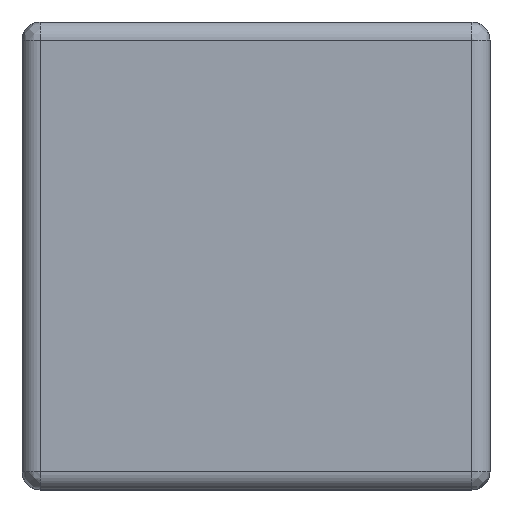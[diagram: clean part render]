
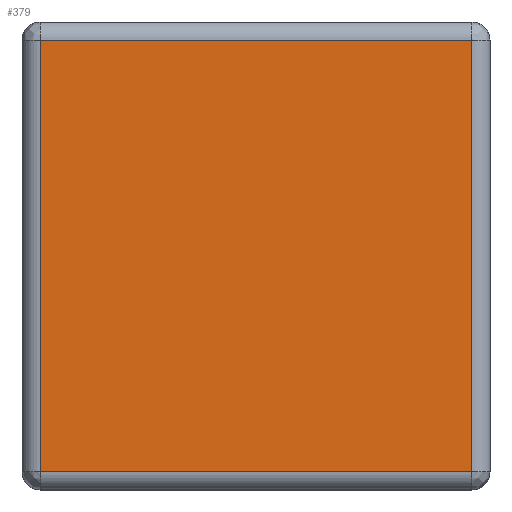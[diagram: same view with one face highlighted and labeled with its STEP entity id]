
A CAD part, front view. The second image highlights one B-rep face of the part: STEP entity #379.
In plain terms, the highlighted planar face has unit normal (0, -1, 0).
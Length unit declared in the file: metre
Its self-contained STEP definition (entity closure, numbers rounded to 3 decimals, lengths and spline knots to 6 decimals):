
#36 = LINE ( 'NONE', #1583, #675 ) ;
#52 = CARTESIAN_POINT ( 'NONE',  ( 0.007575, -0.00305, 0.00244 ) ) ;
#363 = CARTESIAN_POINT ( 'NONE',  ( 0.00117, -0.00305, 0.003595 ) ) ;
#379 = ADVANCED_FACE ( '0:382', ( #1101 ), #673, .T. ) ;
#452 = ORIENTED_EDGE ( 'NONE', *, *, #1260, .F. ) ;
#521 = VERTEX_POINT ( 'NONE', #1293 ) ;
#522 = DIRECTION ( 'NONE',  ( 0., 0., 1. ) ) ;
#532 = VECTOR ( 'NONE', #1052, 1. ) ;
#547 = EDGE_CURVE ( 'NONE', #958, #1773, #36, .T. ) ;
#550 = EDGE_CURVE ( 'NONE', #1124, #521, #604, .T. ) ;
#567 = CARTESIAN_POINT ( 'NONE',  ( -0.00117, -0.00305, 0.0001 ) ) ;
#604 = LINE ( 'NONE', #52, #995 ) ;
#626 = ORIENTED_EDGE ( 'NONE', *, *, #938, .F. ) ;
#668 = LINE ( 'NONE', #1066, #1057 ) ;
#673 = PLANE ( 'NONE',  #854 ) ;
#675 = VECTOR ( 'NONE', #1728, 1. ) ;
#842 = CARTESIAN_POINT ( 'NONE',  ( 0.008825, -0.00305, 0.003595 ) ) ;
#854 = AXIS2_PLACEMENT_3D ( 'NONE', #842, #1237, #1389 ) ;
#863 = ORIENTED_EDGE ( 'NONE', *, *, #550, .F. ) ;
#873 = DIRECTION ( 'NONE',  ( 1., 0., 0. ) ) ;
#938 = EDGE_CURVE ( 'NONE', #1773, #1124, #668, .T. ) ;
#952 = EDGE_LOOP ( 'NONE', ( #1643, #452, #863, #626 ) ) ;
#958 = VERTEX_POINT ( 'NONE', #1781 ) ;
#995 = VECTOR ( 'NONE', #873, 1. ) ;
#1052 = DIRECTION ( 'NONE',  ( 0., 0., -1. ) ) ;
#1057 = VECTOR ( 'NONE', #522, 1. ) ;
#1066 = CARTESIAN_POINT ( 'NONE',  ( -0.00117, -0.00305, 0.003595 ) ) ;
#1101 = FACE_OUTER_BOUND ( 'NONE', #952, .T. ) ;
#1124 = VERTEX_POINT ( 'NONE', #1555 ) ;
#1220 = LINE ( 'NONE', #363, #532 ) ;
#1237 = DIRECTION ( 'NONE',  ( 0., -1., 0. ) ) ;
#1260 = EDGE_CURVE ( 'NONE', #521, #958, #1220, .T. ) ;
#1293 = CARTESIAN_POINT ( 'NONE',  ( 0.00117, -0.00305, 0.00244 ) ) ;
#1389 = DIRECTION ( 'NONE',  ( 1., 0., 0. ) ) ;
#1555 = CARTESIAN_POINT ( 'NONE',  ( -0.00117, -0.00305, 0.00244 ) ) ;
#1583 = CARTESIAN_POINT ( 'NONE',  ( 0.007575, -0.00305, 0.0001 ) ) ;
#1643 = ORIENTED_EDGE ( 'NONE', *, *, #547, .F. ) ;
#1728 = DIRECTION ( 'NONE',  ( -1., 0., 0. ) ) ;
#1773 = VERTEX_POINT ( 'NONE', #567 ) ;
#1781 = CARTESIAN_POINT ( 'NONE',  ( 0.00117, -0.00305, 0.0001 ) ) ;
